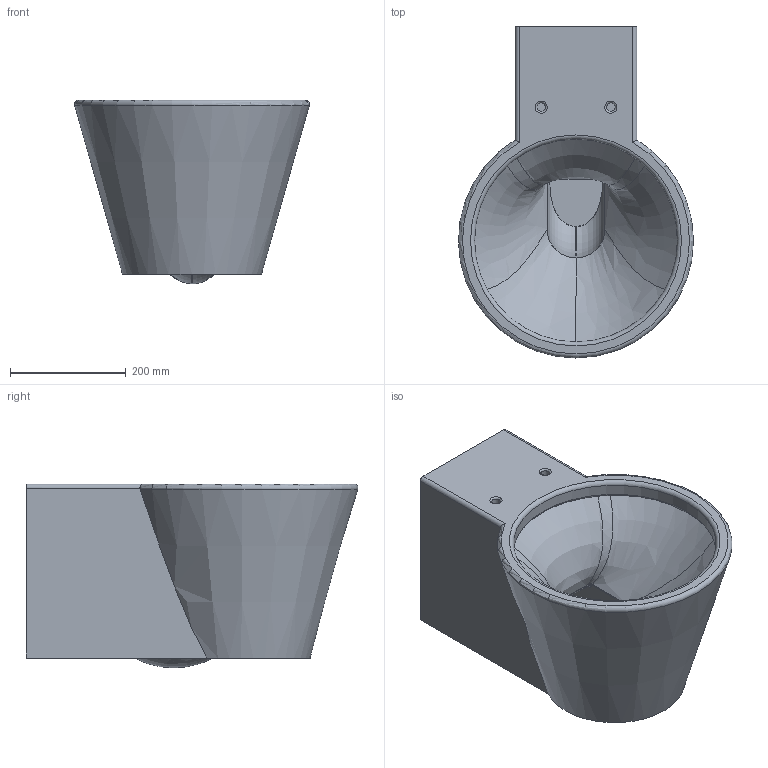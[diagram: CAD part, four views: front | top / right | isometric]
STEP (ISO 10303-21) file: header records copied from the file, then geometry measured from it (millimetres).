
FILE_DESCRIPTION((''),'2;1');
FILE_NAME('021009.stp','2007-02-12T16:13:26',('Huebner'),(''),'Autodesk Inventor 11','Autodesk Inventor 11','');
FILE_SCHEMA(('AUTOMOTIVE_DESIGN { 1 0 10303 214 1 1 1 1 }'));
Length unit declared in the file: millimetre
Products named in the file (1): 021009_00
Bounding box: 405.47 x 572.74 x 317 mm (x, y, z)
Volume: 19083187.9 mm3; surface area: 1307973.5 mm2
Topology: 1 solids, 2 shells, 124 faces, 328 edges, 208 vertices
Faces by surface type: cylinder 44, plane 36, bspline 22, torus 21, cone 1
Full cylindrical faces by diameter (mm): 15 x2, 40 x1, 55 x1, 85 x1, 100 x1, 350 x1
Entity records: 10369 total; most frequent: CARTESIAN_POINT 7434, ORIENTED_EDGE 622, DIRECTION 582, EDGE_CURVE 311, AXIS2_PLACEMENT_3D 235, VERTEX_POINT 207, EDGE_LOOP 144, CIRCLE 130
